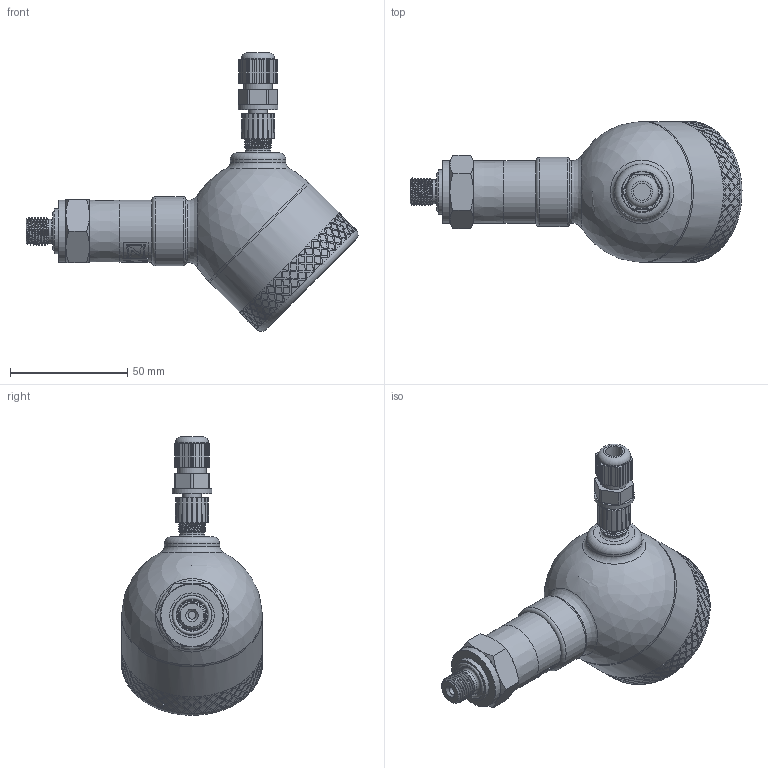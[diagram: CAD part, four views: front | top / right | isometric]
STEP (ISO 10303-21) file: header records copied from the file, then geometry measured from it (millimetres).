
FILE_DESCRIPTION(/* description */ (''),/* implementation_level */ '2;1');
FILE_NAME(/* name */ 'APZ3230FH_10_M12x1-angstraightsplay.step',/* time_stamp */ '2021-06-30T15:48:56+03:00',/* author */ (''),/* organization */ (''),/* preprocessor_version */ 'ST-DEVELOPER v18.1',/* originating_system */ 'Autodesk Translation Framework v10.9.0.1377',/* authorisation */ '');
FILE_SCHEMA (('AUTOMOTIVE_DESIGN { 1 0 10303 214 3 1 1 }'));
Length unit declared in the file: millimetre
Products named in the file (8): Полевой корпус 
3420 3421 3230 заполненный; M12x1,25 DIN; FieldHousing Assembly v16; main body; Дисплей; Крышка для 
дисплея; Адаптер М12х1; M12x1 female straight v9
Assembly tree (7 placements, depth 3):
  Полевой корпус 
3420 3421 3230 заполненный
    M12x1,25 DIN
    FieldHousing Assembly v16
      main body
      Дисплей
      Крышка для 
дисплея
      Адаптер М12х1
      M12x1 female straight v9
Bounding box: 141.38 x 60.1 x 118.64 mm (x, y, z)
Volume: 175291.6 mm3; surface area: 51163.5 mm2
Topology: 16 solids, 16 shells, 1745 faces, 4440 edges, 2932 vertices
Faces by surface type: bspline 968, plane 372, cylinder 328, cone 49, torus 25, sphere 3
Full cylindrical faces by diameter (mm): 1 x4, 3.3 x1, 5 x4, 7.3 x1, 8 x3, 9.3 x1, 10.2 x1, 10.293 x1, 10.438 x6, 10.5 x2, 10.741 x7, 11.866 x5, 11.884 x6, 12 x1, 13.5 x1, 14 x1, 16.7 x1, 17 x1, 19 x1, 19.7 x1, 21.6 x1, 22.4 x1, 23.6 x1, 24.5 x2, 26.5 x1, 29.5 x1, 41 x3, 46 x2, 52.5 x1, 57.2 x1
Entity records: 70583 total; most frequent: CARTESIAN_POINT 35889, ORIENTED_EDGE 8878, EDGE_CURVE 4439, DIRECTION 3847, VERTEX_POINT 2932, B_SPLINE_CURVE_WITH_KNOTS 2729, EDGE_LOOP 1989, FACE_OUTER_BOUND 1745
